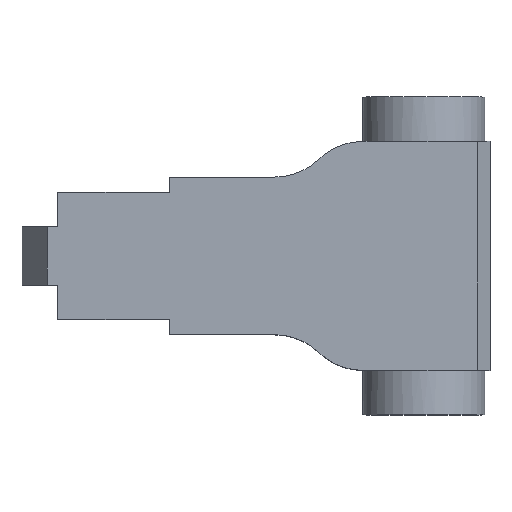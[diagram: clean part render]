
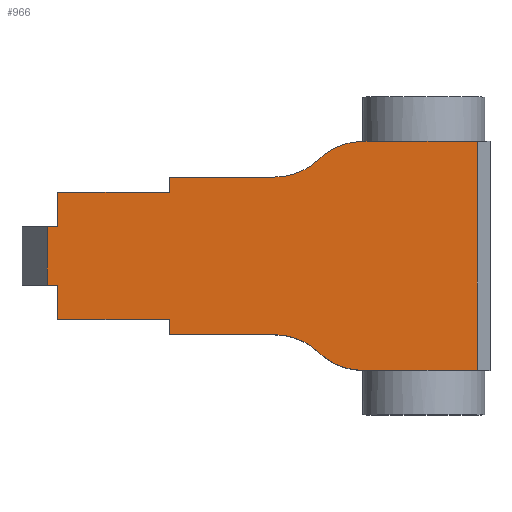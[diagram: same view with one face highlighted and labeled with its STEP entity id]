
A CAD part, top view. The second image highlights one B-rep face of the part: STEP entity #966.
In plain terms, the highlighted planar face has unit normal (0, 0, 1).
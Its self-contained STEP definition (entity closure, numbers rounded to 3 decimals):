
#32=PLANE('',#1056);
#82=FACE_OUTER_BOUND('',#136,.T.);
#136=EDGE_LOOP('',(#761,#762,#763,#764,#765,#766,#767,#768,#769,#770,#771,
#772,#773,#774,#775,#776,#777,#778,#779,#780,#781,#782));
#211=LINE('',#1502,#319);
#214=LINE('',#1521,#322);
#215=LINE('',#1523,#323);
#216=LINE('',#1525,#324);
#217=LINE('',#1527,#325);
#218=LINE('',#1529,#326);
#219=LINE('',#1531,#327);
#220=LINE('',#1533,#328);
#221=LINE('',#1535,#329);
#222=LINE('',#1537,#330);
#223=LINE('',#1539,#331);
#224=LINE('',#1545,#332);
#225=LINE('',#1547,#333);
#226=LINE('',#1549,#334);
#227=LINE('',#1551,#335);
#228=LINE('',#1553,#336);
#229=LINE('',#1555,#337);
#230=LINE('',#1556,#338);
#319=VECTOR('',#1215,10.);
#322=VECTOR('',#1226,10.);
#323=VECTOR('',#1227,10.);
#324=VECTOR('',#1228,10.);
#325=VECTOR('',#1229,10.);
#326=VECTOR('',#1230,10.);
#327=VECTOR('',#1231,10.);
#328=VECTOR('',#1232,10.);
#329=VECTOR('',#1233,10.);
#330=VECTOR('',#1234,10.);
#331=VECTOR('',#1235,10.);
#332=VECTOR('',#1240,10.);
#333=VECTOR('',#1241,10.);
#334=VECTOR('',#1242,10.);
#335=VECTOR('',#1243,10.);
#336=VECTOR('',#1244,10.);
#337=VECTOR('',#1245,10.);
#338=VECTOR('',#1246,10.);
#395=CIRCLE('',#1050,50.);
#397=CIRCLE('',#1054,50.);
#399=CIRCLE('',#1057,50.);
#400=CIRCLE('',#1058,50.);
#449=VERTEX_POINT('',#1489);
#450=VERTEX_POINT('',#1490);
#454=VERTEX_POINT('',#1500);
#455=VERTEX_POINT('',#1504);
#459=VERTEX_POINT('',#1520);
#460=VERTEX_POINT('',#1522);
#461=VERTEX_POINT('',#1524);
#462=VERTEX_POINT('',#1526);
#463=VERTEX_POINT('',#1528);
#464=VERTEX_POINT('',#1530);
#465=VERTEX_POINT('',#1532);
#466=VERTEX_POINT('',#1534);
#467=VERTEX_POINT('',#1536);
#468=VERTEX_POINT('',#1538);
#469=VERTEX_POINT('',#1540);
#470=VERTEX_POINT('',#1542);
#471=VERTEX_POINT('',#1544);
#472=VERTEX_POINT('',#1546);
#473=VERTEX_POINT('',#1548);
#474=VERTEX_POINT('',#1550);
#475=VERTEX_POINT('',#1552);
#476=VERTEX_POINT('',#1554);
#557=EDGE_CURVE('',#449,#450,#395,.T.);
#563=EDGE_CURVE('',#449,#454,#211,.T.);
#564=EDGE_CURVE('',#450,#455,#397,.T.);
#569=EDGE_CURVE('',#454,#459,#214,.T.);
#570=EDGE_CURVE('',#459,#460,#215,.T.);
#571=EDGE_CURVE('',#461,#460,#216,.T.);
#572=EDGE_CURVE('',#461,#462,#217,.T.);
#573=EDGE_CURVE('',#462,#463,#218,.T.);
#574=EDGE_CURVE('',#464,#463,#219,.T.);
#575=EDGE_CURVE('',#465,#464,#220,.T.);
#576=EDGE_CURVE('',#466,#465,#221,.T.);
#577=EDGE_CURVE('',#466,#467,#222,.T.);
#578=EDGE_CURVE('',#467,#468,#223,.T.);
#579=EDGE_CURVE('',#469,#468,#399,.T.);
#580=EDGE_CURVE('',#470,#469,#400,.T.);
#581=EDGE_CURVE('',#470,#471,#224,.T.);
#582=EDGE_CURVE('',#471,#472,#225,.T.);
#583=EDGE_CURVE('',#472,#473,#226,.T.);
#584=EDGE_CURVE('',#473,#474,#227,.T.);
#585=EDGE_CURVE('',#474,#475,#228,.T.);
#586=EDGE_CURVE('',#475,#476,#229,.T.);
#587=EDGE_CURVE('',#476,#455,#230,.T.);
#761=ORIENTED_EDGE('',*,*,#563,.T.);
#762=ORIENTED_EDGE('',*,*,#569,.T.);
#763=ORIENTED_EDGE('',*,*,#570,.T.);
#764=ORIENTED_EDGE('',*,*,#571,.F.);
#765=ORIENTED_EDGE('',*,*,#572,.T.);
#766=ORIENTED_EDGE('',*,*,#573,.T.);
#767=ORIENTED_EDGE('',*,*,#574,.F.);
#768=ORIENTED_EDGE('',*,*,#575,.F.);
#769=ORIENTED_EDGE('',*,*,#576,.F.);
#770=ORIENTED_EDGE('',*,*,#577,.T.);
#771=ORIENTED_EDGE('',*,*,#578,.T.);
#772=ORIENTED_EDGE('',*,*,#579,.F.);
#773=ORIENTED_EDGE('',*,*,#580,.F.);
#774=ORIENTED_EDGE('',*,*,#581,.T.);
#775=ORIENTED_EDGE('',*,*,#582,.T.);
#776=ORIENTED_EDGE('',*,*,#583,.T.);
#777=ORIENTED_EDGE('',*,*,#584,.T.);
#778=ORIENTED_EDGE('',*,*,#585,.T.);
#779=ORIENTED_EDGE('',*,*,#586,.T.);
#780=ORIENTED_EDGE('',*,*,#587,.T.);
#781=ORIENTED_EDGE('',*,*,#564,.F.);
#782=ORIENTED_EDGE('',*,*,#557,.F.);
#966=ADVANCED_FACE('',(#82),#32,.T.);
#1050=AXIS2_PLACEMENT_3D('',#1491,#1205,#1206);
#1054=AXIS2_PLACEMENT_3D('',#1505,#1218,#1219);
#1056=AXIS2_PLACEMENT_3D('',#1519,#1224,#1225);
#1057=AXIS2_PLACEMENT_3D('',#1541,#1236,#1237);
#1058=AXIS2_PLACEMENT_3D('',#1543,#1238,#1239);
#1205=DIRECTION('center_axis',(0.,0.,1.));
#1206=DIRECTION('ref_axis',(0.,1.,0.));
#1215=DIRECTION('',(-1.,0.,0.));
#1218=DIRECTION('center_axis',(0.,0.,-1.));
#1219=DIRECTION('ref_axis',(-0.383,0.924,0.));
#1224=DIRECTION('center_axis',(0.,0.,1.));
#1225=DIRECTION('ref_axis',(1.,0.,0.));
#1226=DIRECTION('',(0.,-1.,0.));
#1227=DIRECTION('',(-1.,0.,0.));
#1228=DIRECTION('',(0.,1.,0.));
#1229=DIRECTION('',(-1.,0.,0.));
#1230=DIRECTION('',(0.,-1.,0.));
#1231=DIRECTION('',(-1.,0.,0.));
#1232=DIRECTION('',(0.,1.,0.));
#1233=DIRECTION('',(-1.,0.,0.));
#1234=DIRECTION('',(0.,-1.,0.));
#1235=DIRECTION('',(1.,0.,0.));
#1236=DIRECTION('center_axis',(0.,0.,1.));
#1237=DIRECTION('ref_axis',(0.,-1.,0.));
#1238=DIRECTION('center_axis',(0.,0.,-1.));
#1239=DIRECTION('ref_axis',(-0.383,-0.924,0.));
#1240=DIRECTION('',(1.,0.,0.));
#1241=DIRECTION('',(1.,0.,0.));
#1242=DIRECTION('',(1.,0.,0.));
#1243=DIRECTION('',(0.,1.,0.));
#1244=DIRECTION('',(-1.,0.,0.));
#1245=DIRECTION('',(-1.,0.,0.));
#1246=DIRECTION('',(-1.,0.,0.));
#1489=CARTESIAN_POINT('',(-47.293,62.,47.));
#1490=CARTESIAN_POINT('',(-12.595,76.,47.));
#1491=CARTESIAN_POINT('Origin',(-47.293,112.,47.));
#1500=CARTESIAN_POINT('',(-130.,62.,47.));
#1502=CARTESIAN_POINT('',(-26.607,62.,47.));
#1504=CARTESIAN_POINT('',(22.104,90.,47.));
#1505=CARTESIAN_POINT('Origin',(22.104,40.,47.));
#1519=CARTESIAN_POINT('Origin',(-4.,0.,
47.));
#1520=CARTESIAN_POINT('',(-130.,50.,47.));
#1521=CARTESIAN_POINT('',(-130.,62.,47.));
#1522=CARTESIAN_POINT('',(-218.,50.,47.));
#1523=CARTESIAN_POINT('',(-130.,50.,47.));
#1524=CARTESIAN_POINT('',(-218.,23.,47.));
#1525=CARTESIAN_POINT('',(-218.,-90.,47.));
#1526=CARTESIAN_POINT('',(-226.,23.,47.));
#1527=CARTESIAN_POINT('',(-130.,23.,47.));
#1528=CARTESIAN_POINT('',(-226.,-23.,47.));
#1529=CARTESIAN_POINT('',(-226.,0.,47.));
#1530=CARTESIAN_POINT('',(-218.,-23.,47.));
#1531=CARTESIAN_POINT('',(-130.,-23.,47.));
#1532=CARTESIAN_POINT('',(-218.,-50.,47.));
#1533=CARTESIAN_POINT('',(-218.,-90.,47.));
#1534=CARTESIAN_POINT('',(-130.,-50.,47.));
#1535=CARTESIAN_POINT('',(-130.,-50.,47.));
#1536=CARTESIAN_POINT('',(-130.,-62.,47.));
#1537=CARTESIAN_POINT('',(-130.,62.,47.));
#1538=CARTESIAN_POINT('',(-47.293,-62.,47.));
#1539=CARTESIAN_POINT('',(-130.,-62.,47.));
#1540=CARTESIAN_POINT('',(-12.595,-76.,47.));
#1541=CARTESIAN_POINT('Origin',(-47.293,-112.,47.));
#1542=CARTESIAN_POINT('',(22.104,-90.,47.));
#1543=CARTESIAN_POINT('Origin',(22.104,-40.,47.));
#1544=CARTESIAN_POINT('',(60.253,-90.,47.));
#1545=CARTESIAN_POINT('',(1.393,-90.,47.));
#1546=CARTESIAN_POINT('',(79.747,-90.,47.));
#1547=CARTESIAN_POINT('',(1.393,-90.,47.));
#1548=CARTESIAN_POINT('',(112.,-90.,47.));
#1549=CARTESIAN_POINT('',(1.393,-90.,47.));
#1550=CARTESIAN_POINT('',(112.,90.,47.));
#1551=CARTESIAN_POINT('',(112.,0.,47.));
#1552=CARTESIAN_POINT('',(79.747,90.,47.));
#1553=CARTESIAN_POINT('',(122.,90.,47.));
#1554=CARTESIAN_POINT('',(60.253,90.,47.));
#1555=CARTESIAN_POINT('',(122.,90.,47.));
#1556=CARTESIAN_POINT('',(122.,90.,47.));
